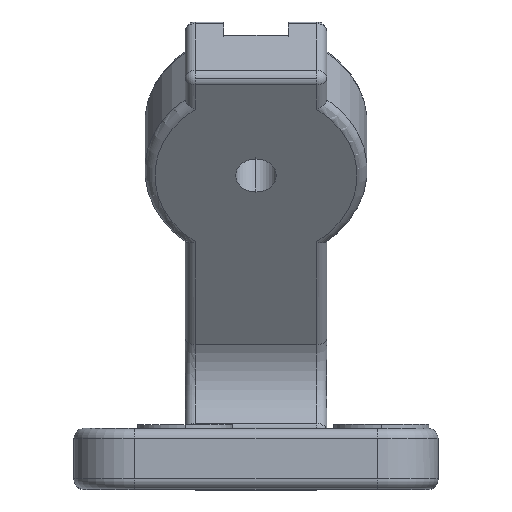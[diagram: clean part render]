
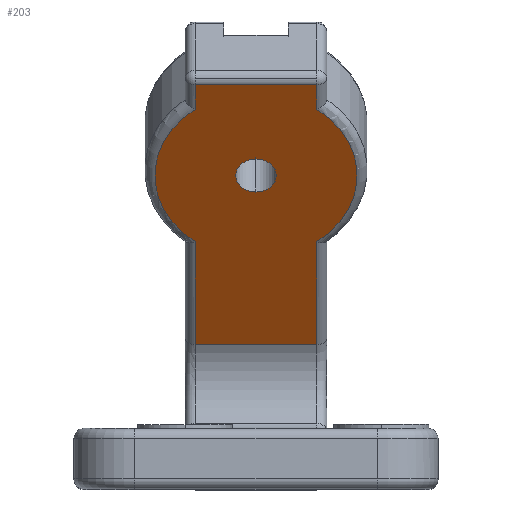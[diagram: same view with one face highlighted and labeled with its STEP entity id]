
A CAD part, top view. The second image highlights one B-rep face of the part: STEP entity #203.
In plain terms, the highlighted planar face has unit normal (0, -0.577, 0.817).
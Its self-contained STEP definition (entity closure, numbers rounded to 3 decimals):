
#4 = EDGE_CURVE ( 'NONE', #2063, #374, #2671, .T. ) ;
#58 = AXIS2_PLACEMENT_3D ( 'NONE', #1423, #2616, #2910 ) ;
#62 = DIRECTION ( 'NONE',  ( 0., -0.817, -0.577 ) ) ;
#107 = VECTOR ( 'NONE', #1197, 1000. ) ;
#115 = VERTEX_POINT ( 'NONE', #573 ) ;
#203 = ADVANCED_FACE ( 'NONE', ( #859, #407 ), #1407, .T. ) ;
#247 = DIRECTION ( 'NONE',  ( 0., 0.817, 0.577 ) ) ;
#252 = CARTESIAN_POINT ( 'NONE',  ( 0., 14.703, -3.617 ) ) ;
#293 = DIRECTION ( 'NONE',  ( 0., -0.577, 0.817 ) ) ;
#324 = CARTESIAN_POINT ( 'NONE',  ( 0., 15.52, -3.04 ) ) ;
#335 = VERTEX_POINT ( 'NONE', #252 ) ;
#374 = VERTEX_POINT ( 'NONE', #956 ) ;
#392 = VECTOR ( 'NONE', #2856, 1000. ) ;
#407 = FACE_BOUND ( 'NONE', #2013, .T. ) ;
#453 = CARTESIAN_POINT ( 'NONE',  ( -3., 20.013, 0.133 ) ) ;
#471 = CARTESIAN_POINT ( 'NONE',  ( 3.5, 7.181, -8.929 ) ) ;
#488 = ORIENTED_EDGE ( 'NONE', *, *, #2594, .T. ) ;
#503 = LINE ( 'NONE', #2113, #717 ) ;
#527 = DIRECTION ( 'NONE',  ( 0., -0.817, -0.577 ) ) ;
#552 = AXIS2_PLACEMENT_3D ( 'NONE', #1110, #2541, #3047 ) ;
#573 = CARTESIAN_POINT ( 'NONE',  ( -3., 12.253, -5.347 ) ) ;
#665 = ORIENTED_EDGE ( 'NONE', *, *, #1580, .T. ) ;
#717 = VECTOR ( 'NONE', #1637, 1000. ) ;
#723 = CIRCLE ( 'NONE', #2517, 1. ) ;
#764 = DIRECTION ( 'NONE',  ( 0., 0.817, 0.577 ) ) ;
#780 = CARTESIAN_POINT ( 'NONE',  ( 3., 7.181, -8.929 ) ) ;
#792 = EDGE_CURVE ( 'NONE', #2767, #2063, #1937, .T. ) ;
#803 = VERTEX_POINT ( 'NONE', #1677 ) ;
#811 = CARTESIAN_POINT ( 'NONE',  ( 0., 15.52, -3.04 ) ) ;
#818 = VERTEX_POINT ( 'NONE', #2448 ) ;
#855 = VECTOR ( 'NONE', #764, 1000. ) ;
#859 = FACE_OUTER_BOUND ( 'NONE', #1267, .T. ) ;
#862 = EDGE_CURVE ( 'NONE', #335, #803, #723, .T. ) ;
#956 = CARTESIAN_POINT ( 'NONE',  ( -3., 18.787, -0.732 ) ) ;
#967 = CARTESIAN_POINT ( 'NONE',  ( 3., 20.013, 0.133 ) ) ;
#994 = ORIENTED_EDGE ( 'NONE', *, *, #1843, .T. ) ;
#1025 = VERTEX_POINT ( 'NONE', #1799 ) ;
#1109 = CARTESIAN_POINT ( 'NONE',  ( 3., 18.787, -0.732 ) ) ;
#1110 = CARTESIAN_POINT ( 'NONE',  ( 0., 6.597, -9.341 ) ) ;
#1163 = LINE ( 'NONE', #967, #1505 ) ;
#1182 = EDGE_CURVE ( 'NONE', #803, #335, #3096, .T. ) ;
#1192 = ORIENTED_EDGE ( 'NONE', *, *, #862, .F. ) ;
#1197 = DIRECTION ( 'NONE',  ( 1., 0., 0. ) ) ;
#1267 = EDGE_LOOP ( 'NONE', ( #2928, #665, #488, #994, #1506, #2857, #2946, #2445 ) ) ;
#1318 = CARTESIAN_POINT ( 'NONE',  ( 0., 15.52, -3.04 ) ) ;
#1349 = DIRECTION ( 'NONE',  ( 0., -0.577, 0.817 ) ) ;
#1362 = VERTEX_POINT ( 'NONE', #1109 ) ;
#1407 = PLANE ( 'NONE',  #552 ) ;
#1423 = CARTESIAN_POINT ( 'NONE',  ( 0., 15.52, -3.04 ) ) ;
#1439 = EDGE_CURVE ( 'NONE', #374, #115, #3017, .T. ) ;
#1505 = VECTOR ( 'NONE', #247, 1000. ) ;
#1506 = ORIENTED_EDGE ( 'NONE', *, *, #792, .T. ) ;
#1551 = VERTEX_POINT ( 'NONE', #780 ) ;
#1580 = EDGE_CURVE ( 'NONE', #1551, #818, #2237, .T. ) ;
#1637 = DIRECTION ( 'NONE',  ( 0., -0.817, -0.577 ) ) ;
#1645 = ORIENTED_EDGE ( 'NONE', *, *, #1182, .F. ) ;
#1677 = CARTESIAN_POINT ( 'NONE',  ( 0., 16.337, -2.463 ) ) ;
#1767 = EDGE_CURVE ( 'NONE', #1025, #1551, #2647, .T. ) ;
#1768 = EDGE_CURVE ( 'NONE', #115, #1025, #503, .T. ) ;
#1799 = CARTESIAN_POINT ( 'NONE',  ( -3., 7.181, -8.929 ) ) ;
#1843 = EDGE_CURVE ( 'NONE', #1362, #2767, #1163, .T. ) ;
#1937 = LINE ( 'NONE', #453, #392 ) ;
#1945 = CARTESIAN_POINT ( 'NONE',  ( 3., 20.013, 0.133 ) ) ;
#1961 = CARTESIAN_POINT ( 'NONE',  ( 3., 12.054, -5.487 ) ) ;
#2013 = EDGE_LOOP ( 'NONE', ( #1645, #1192 ) ) ;
#2018 = AXIS2_PLACEMENT_3D ( 'NONE', #1318, #1349, #2279 ) ;
#2063 = VERTEX_POINT ( 'NONE', #3011 ) ;
#2113 = CARTESIAN_POINT ( 'NONE',  ( -3., 7.181, -8.929 ) ) ;
#2144 = AXIS2_PLACEMENT_3D ( 'NONE', #811, #2969, #62 ) ;
#2237 = LINE ( 'NONE', #1961, #855 ) ;
#2279 = DIRECTION ( 'NONE',  ( 0., -0.817, -0.577 ) ) ;
#2392 = CARTESIAN_POINT ( 'NONE',  ( -3., 18.986, -0.592 ) ) ;
#2445 = ORIENTED_EDGE ( 'NONE', *, *, #1768, .T. ) ;
#2448 = CARTESIAN_POINT ( 'NONE',  ( 3., 12.253, -5.347 ) ) ;
#2478 = DIRECTION ( 'NONE',  ( 0., -0.817, -0.577 ) ) ;
#2517 = AXIS2_PLACEMENT_3D ( 'NONE', #324, #293, #2478 ) ;
#2541 = DIRECTION ( 'NONE',  ( 0., -0.577, 0.817 ) ) ;
#2594 = EDGE_CURVE ( 'NONE', #818, #1362, #2981, .T. ) ;
#2616 = DIRECTION ( 'NONE',  ( 0., -0.577, 0.817 ) ) ;
#2647 = LINE ( 'NONE', #471, #107 ) ;
#2671 = LINE ( 'NONE', #2392, #2806 ) ;
#2767 = VERTEX_POINT ( 'NONE', #1945 ) ;
#2806 = VECTOR ( 'NONE', #527, 1000. ) ;
#2856 = DIRECTION ( 'NONE',  ( -1., 0., 0. ) ) ;
#2857 = ORIENTED_EDGE ( 'NONE', *, *, #4, .T. ) ;
#2910 = DIRECTION ( 'NONE',  ( 0., -0.817, -0.577 ) ) ;
#2928 = ORIENTED_EDGE ( 'NONE', *, *, #1767, .T. ) ;
#2946 = ORIENTED_EDGE ( 'NONE', *, *, #1439, .T. ) ;
#2969 = DIRECTION ( 'NONE',  ( 0., -0.577, 0.817 ) ) ;
#2981 = CIRCLE ( 'NONE', #2018, 5. ) ;
#3011 = CARTESIAN_POINT ( 'NONE',  ( -3., 20.013, 0.133 ) ) ;
#3017 = CIRCLE ( 'NONE', #58, 5. ) ;
#3047 = DIRECTION ( 'NONE',  ( 0., -0.817, -0.577 ) ) ;
#3096 = CIRCLE ( 'NONE', #2144, 1. ) ;
